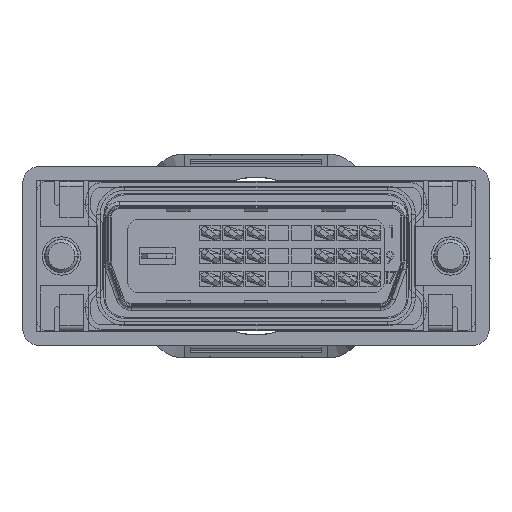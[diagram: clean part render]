
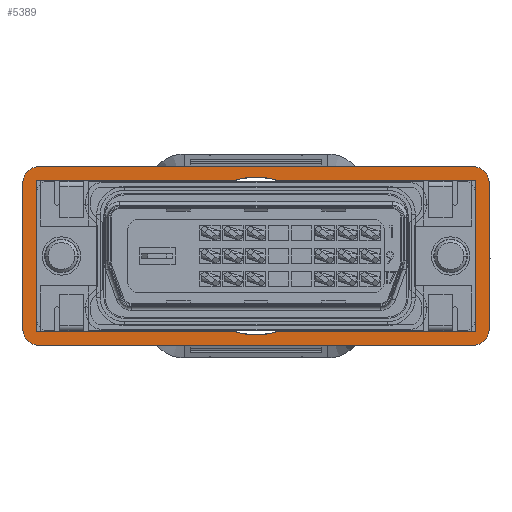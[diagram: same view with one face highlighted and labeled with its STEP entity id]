
A CAD part, front view. The second image highlights one B-rep face of the part: STEP entity #5389.
In plain terms, the highlighted face is planar.
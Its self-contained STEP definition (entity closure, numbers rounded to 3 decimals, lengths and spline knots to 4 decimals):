
#3679 = VERTEX_POINT ( 'NONE', #45457 ) ;
#3685 = VERTEX_POINT ( 'NONE', #45469 ) ;
#3687 = VERTEX_POINT ( 'NONE', #45473 ) ;
#3690 = VERTEX_POINT ( 'NONE', #45478 ) ;
#3692 = VERTEX_POINT ( 'NONE', #45477 ) ;
#3694 = VERTEX_POINT ( 'NONE', #45487 ) ;
#3695 = VERTEX_POINT ( 'NONE', #45488 ) ;
#3701 = VERTEX_POINT ( 'NONE', #45500 ) ;
#3713 = VERTEX_POINT ( 'NONE', #42722 ) ;
#3715 = VERTEX_POINT ( 'NONE', #42733 ) ;
#3759 = VERTEX_POINT ( 'NONE', #42823 ) ;
#3784 = VERTEX_POINT ( 'NONE', #42873 ) ;
#3799 = VERTEX_POINT ( 'NONE', #42907 ) ;
#3800 = VERTEX_POINT ( 'NONE', #42908 ) ;
#5285 = CIRCLE ( 'NONE', #40528, 0.259 ) ;
#5389 = ADVANCED_FACE ( 'NONE', ( #49828, #49830 ), #21124, .T. ) ;
#6318 = EDGE_CURVE ( 'NONE', #3800, #3799, #50475, .T. ) ;
#6345 = EDGE_CURVE ( 'NONE', #3784, #3759, #50521, .T. ) ;
#6370 = EDGE_CURVE ( 'NONE', #3715, #3713, #50570, .T. ) ;
#6389 = EDGE_CURVE ( 'NONE', #3692, #3690, #50598, .T. ) ;
#6394 = EDGE_CURVE ( 'NONE', #3685, #3701, #50613, .T. ) ;
#6395 = EDGE_CURVE ( 'NONE', #3694, #3685, #50603, .T. ) ;
#6396 = EDGE_CURVE ( 'NONE', #3694, #3679, #50615, .T. ) ;
#6397 = EDGE_CURVE ( 'NONE', #3687, #3679, #50617, .T. ) ;
#6398 = EDGE_CURVE ( 'NONE', #3695, #3687, #50620, .T. ) ;
#6399 = EDGE_CURVE ( 'NONE', #41246, #3695, #50619, .T. ) ;
#6400 = EDGE_CURVE ( 'NONE', #3701, #41372, #50622, .T. ) ;
#6401 = EDGE_CURVE ( 'NONE', #3715, #3759, #50626, .T. ) ;
#6402 = EDGE_CURVE ( 'NONE', #3784, #3799, #50624, .T. ) ;
#6403 = EDGE_CURVE ( 'NONE', #3800, #3690, #50629, .T. ) ;
#6404 = EDGE_CURVE ( 'NONE', #3692, #3713, #50630, .T. ) ;
#9674 = AXIS2_PLACEMENT_3D ( 'NONE', #36421, #36422, #36423 ) ;
#9676 = AXIS2_PLACEMENT_3D ( 'NONE', #36428, #36429, #36430 ) ;
#9678 = AXIS2_PLACEMENT_3D ( 'NONE', #36431, #36432, #36433 ) ;
#9680 = AXIS2_PLACEMENT_3D ( 'NONE', #36436, #36437, #36438 ) ;
#9682 = AXIS2_PLACEMENT_3D ( 'NONE', #36441, #36442, #36443 ) ;
#11211 = ORIENTED_EDGE ( 'NONE', *, *, #6394, .F. ) ;
#11212 = ORIENTED_EDGE ( 'NONE', *, *, #6395, .F. ) ;
#11213 = ORIENTED_EDGE ( 'NONE', *, *, #6396, .T. ) ;
#11214 = ORIENTED_EDGE ( 'NONE', *, *, #6397, .F. ) ;
#11215 = ORIENTED_EDGE ( 'NONE', *, *, #6398, .F. ) ;
#11216 = ORIENTED_EDGE ( 'NONE', *, *, #6399, .F. ) ;
#11217 = ORIENTED_EDGE ( 'NONE', *, *, #29329, .T. ) ;
#11218 = ORIENTED_EDGE ( 'NONE', *, *, #6400, .F. ) ;
#11219 = ORIENTED_EDGE ( 'NONE', *, *, #6370, .F. ) ;
#11220 = ORIENTED_EDGE ( 'NONE', *, *, #6401, .T. ) ;
#11221 = ORIENTED_EDGE ( 'NONE', *, *, #6345, .F. ) ;
#11222 = ORIENTED_EDGE ( 'NONE', *, *, #6402, .T. ) ;
#11223 = ORIENTED_EDGE ( 'NONE', *, *, #6318, .F. ) ;
#11224 = ORIENTED_EDGE ( 'NONE', *, *, #6403, .T. ) ;
#11225 = ORIENTED_EDGE ( 'NONE', *, *, #6389, .F. ) ;
#11226 = ORIENTED_EDGE ( 'NONE', *, *, #6404, .T. ) ;
#21115 = DIRECTION ( 'NONE',  ( 0., 0., -1. ) ) ;
#21121 = CARTESIAN_POINT ( 'NONE',  ( 0.7677, -0.2953, 0. ) ) ;
#21124 = PLANE ( 'NONE',  #49542 ) ;
#21128 = DIRECTION ( 'NONE',  ( -1., 0., 0. ) ) ;
#29329 = EDGE_CURVE ( 'NONE', #41246, #41372, #5285, .T. ) ;
#36236 = CARTESIAN_POINT ( 'NONE',  ( 0.7677, -0.2953, 0. ) ) ;
#36247 = DIRECTION ( 'NONE',  ( 1., 0., 0. ) ) ;
#36300 = CARTESIAN_POINT ( 'NONE',  ( 0.7677, 0.2953, 0. ) ) ;
#36308 = DIRECTION ( 'NONE',  ( 0., 1., 0. ) ) ;
#36362 = CARTESIAN_POINT ( 'NONE',  ( 0.7677, 0.2953, 0. ) ) ;
#36363 = DIRECTION ( 'NONE',  ( -1., 0., 0. ) ) ;
#36388 = CARTESIAN_POINT ( 'NONE',  ( 0.2756, 0.248, 0. ) ) ;
#36396 = CARTESIAN_POINT ( 'NONE',  ( -0.7677, 0.2953, 0. ) ) ;
#36405 = DIRECTION ( 'NONE',  ( 0., -1., 0. ) ) ;
#36414 = CARTESIAN_POINT ( 'NONE',  ( 0.7224, -0.248, 0. ) ) ;
#36415 = DIRECTION ( 'NONE',  ( 0., -1., 0. ) ) ;
#36416 = DIRECTION ( 'NONE',  ( 1., 0., 0. ) ) ;
#36417 = DIRECTION ( 'NONE',  ( 1., 0., 0. ) ) ;
#36418 = CARTESIAN_POINT ( 'NONE',  ( 0.2756, -0.248, 0. ) ) ;
#36419 = CARTESIAN_POINT ( 'NONE',  ( 0.2756, -0.248, 0. ) ) ;
#36420 = CARTESIAN_POINT ( 'NONE',  ( 0.2756, 0.248, 0. ) ) ;
#36421 = CARTESIAN_POINT ( 'NONE',  ( 0., 0., 0. ) ) ;
#36422 = DIRECTION ( 'NONE',  ( 0., 0., 1. ) ) ;
#36423 = DIRECTION ( 'NONE',  ( 1., 0., 0. ) ) ;
#36424 = CARTESIAN_POINT ( 'NONE',  ( -0.7224, -0.248, 0. ) ) ;
#36425 = DIRECTION ( 'NONE',  ( 0., 1., 0. ) ) ;
#36426 = DIRECTION ( 'NONE',  ( -1., 0., 0. ) ) ;
#36427 = DIRECTION ( 'NONE',  ( -1., 0., 0. ) ) ;
#36428 = CARTESIAN_POINT ( 'NONE',  ( 0.7087, 0.2362, 0. ) ) ;
#36429 = DIRECTION ( 'NONE',  ( 0., 0., -1. ) ) ;
#36430 = DIRECTION ( 'NONE',  ( -1., 0., 0. ) ) ;
#36431 = CARTESIAN_POINT ( 'NONE',  ( 0.7087, -0.2362, 0. ) ) ;
#36432 = DIRECTION ( 'NONE',  ( 0., 0., -1. ) ) ;
#36433 = DIRECTION ( 'NONE',  ( -1., 0., 0. ) ) ;
#36436 = CARTESIAN_POINT ( 'NONE',  ( -0.7087, -0.2362, 0. ) ) ;
#36437 = DIRECTION ( 'NONE',  ( 0., 0., -1. ) ) ;
#36438 = DIRECTION ( 'NONE',  ( -1., 0., 0. ) ) ;
#36441 = CARTESIAN_POINT ( 'NONE',  ( -0.7087, 0.2362, 0. ) ) ;
#36442 = DIRECTION ( 'NONE',  ( 0., 0., -1. ) ) ;
#36443 = DIRECTION ( 'NONE',  ( -1., 0., 0. ) ) ;
#37019 = EDGE_LOOP ( 'NONE', ( #11211, #11212, #11213, #11214, #11215, #11216, #11217, #11218 ) ) ;
#37029 = EDGE_LOOP ( 'NONE', ( #11219, #11220, #11221, #11222, #11223, #11224, #11225, #11226 ) ) ;
#40528 = AXIS2_PLACEMENT_3D ( 'NONE', #63363, #63364, #63365 ) ;
#41246 = VERTEX_POINT ( 'NONE', #59650 ) ;
#41372 = VERTEX_POINT ( 'NONE', #59689 ) ;
#42722 = CARTESIAN_POINT ( 'NONE',  ( -0.7087, 0.2953, 0. ) ) ;
#42733 = CARTESIAN_POINT ( 'NONE',  ( 0.7087, 0.2953, 0. ) ) ;
#42823 = CARTESIAN_POINT ( 'NONE',  ( 0.7677, 0.2362, 0. ) ) ;
#42873 = CARTESIAN_POINT ( 'NONE',  ( 0.7677, -0.2362, 0. ) ) ;
#42907 = CARTESIAN_POINT ( 'NONE',  ( 0.7087, -0.2953, 0. ) ) ;
#42908 = CARTESIAN_POINT ( 'NONE',  ( -0.7087, -0.2953, 0. ) ) ;
#45457 = CARTESIAN_POINT ( 'NONE',  ( -0.0746, 0.248, 0. ) ) ;
#45469 = CARTESIAN_POINT ( 'NONE',  ( 0.7224, 0.248, 0. ) ) ;
#45473 = CARTESIAN_POINT ( 'NONE',  ( -0.7224, 0.248, 0. ) ) ;
#45477 = CARTESIAN_POINT ( 'NONE',  ( -0.7677, 0.2362, 0. ) ) ;
#45478 = CARTESIAN_POINT ( 'NONE',  ( -0.7677, -0.2362, 0. ) ) ;
#45487 = CARTESIAN_POINT ( 'NONE',  ( 0.0746, 0.248, 0. ) ) ;
#45488 = CARTESIAN_POINT ( 'NONE',  ( -0.7224, -0.248, 0. ) ) ;
#45500 = CARTESIAN_POINT ( 'NONE',  ( 0.7224, -0.248, 0. ) ) ;
#49542 = AXIS2_PLACEMENT_3D ( 'NONE', #21121, #21115, #21128 ) ;
#49828 = FACE_BOUND ( 'NONE', #37019, .T. ) ;
#49830 = FACE_OUTER_BOUND ( 'NONE', #37029, .T. ) ;
#50475 = LINE ( 'NONE', #36236, #50480 ) ;
#50480 = VECTOR ( 'NONE', #36247, 39.3701 ) ;
#50521 = LINE ( 'NONE', #36300, #50527 ) ;
#50527 = VECTOR ( 'NONE', #36308, 39.3701 ) ;
#50570 = LINE ( 'NONE', #36362, #50573 ) ;
#50573 = VECTOR ( 'NONE', #36363, 39.3701 ) ;
#50598 = LINE ( 'NONE', #36396, #50606 ) ;
#50603 = LINE ( 'NONE', #36388, #50618 ) ;
#50606 = VECTOR ( 'NONE', #36405, 39.3701 ) ;
#50613 = LINE ( 'NONE', #36414, #50616 ) ;
#50615 = CIRCLE ( 'NONE', #9674, 0.259 ) ;
#50616 = VECTOR ( 'NONE', #36415, 39.3701 ) ;
#50617 = LINE ( 'NONE', #36420, #50621 ) ;
#50618 = VECTOR ( 'NONE', #36416, 39.3701 ) ;
#50619 = LINE ( 'NONE', #36419, #50625 ) ;
#50620 = LINE ( 'NONE', #36424, #50623 ) ;
#50621 = VECTOR ( 'NONE', #36417, 39.3701 ) ;
#50622 = LINE ( 'NONE', #36418, #50627 ) ;
#50623 = VECTOR ( 'NONE', #36425, 39.3701 ) ;
#50624 = CIRCLE ( 'NONE', #9678, 0.0591 ) ;
#50625 = VECTOR ( 'NONE', #36426, 39.3701 ) ;
#50626 = CIRCLE ( 'NONE', #9676, 0.0591 ) ;
#50627 = VECTOR ( 'NONE', #36427, 39.3701 ) ;
#50629 = CIRCLE ( 'NONE', #9680, 0.0591 ) ;
#50630 = CIRCLE ( 'NONE', #9682, 0.0591 ) ;
#59650 = CARTESIAN_POINT ( 'NONE',  ( -0.0746, -0.248, 0. ) ) ;
#59689 = CARTESIAN_POINT ( 'NONE',  ( 0.0746, -0.248, 0. ) ) ;
#63363 = CARTESIAN_POINT ( 'NONE',  ( 0., 0., 0. ) ) ;
#63364 = DIRECTION ( 'NONE',  ( 0., 0., 1. ) ) ;
#63365 = DIRECTION ( 'NONE',  ( 1., 0., 0. ) ) ;
